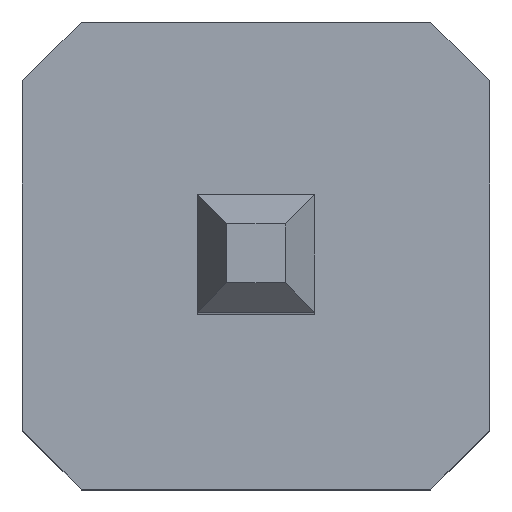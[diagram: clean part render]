
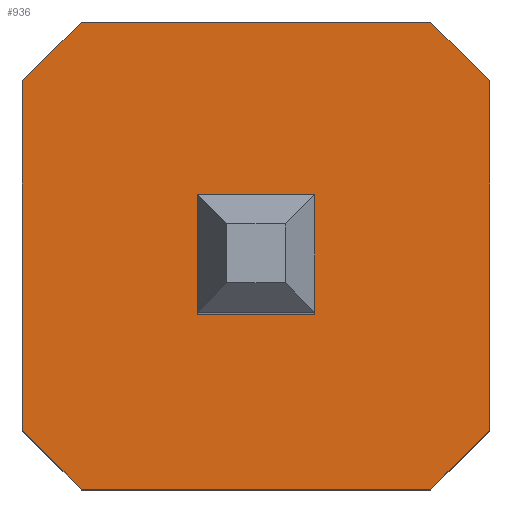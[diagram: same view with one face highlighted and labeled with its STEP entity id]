
A CAD part, top view. The second image highlights one B-rep face of the part: STEP entity #936.
In plain terms, the highlighted planar face has unit normal (0, 0, 1).
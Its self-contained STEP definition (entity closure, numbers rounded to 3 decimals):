
#5 = CARTESIAN_POINT ( 'NONE',  ( 0.95, 1.27, 1.5 ) ) ;
#19 = EDGE_CURVE ( 'NONE', #405, #851, #856, .T. ) ;
#21 = VECTOR ( 'NONE', #214, 1000. ) ;
#22 = ORIENTED_EDGE ( 'NONE', *, *, #313, .T. ) ;
#26 = EDGE_CURVE ( 'NONE', #727, #129, #672, .T. ) ;
#28 = LINE ( 'NONE', #93, #458 ) ;
#36 = ORIENTED_EDGE ( 'NONE', *, *, #19, .F. ) ;
#57 = LINE ( 'NONE', #345, #90 ) ;
#73 = DIRECTION ( 'NONE',  ( -0.707, -0.707, 0. ) ) ;
#77 = FACE_BOUND ( 'NONE', #222, .T. ) ;
#90 = VECTOR ( 'NONE', #139, 1000. ) ;
#93 = CARTESIAN_POINT ( 'NONE',  ( 0.32, 0.32, 1.5 ) ) ;
#105 = ORIENTED_EDGE ( 'NONE', *, *, #26, .T. ) ;
#112 = CARTESIAN_POINT ( 'NONE',  ( -0.95, 1.27, 1.5 ) ) ;
#120 = ORIENTED_EDGE ( 'NONE', *, *, #733, .F. ) ;
#121 = VECTOR ( 'NONE', #912, 1000. ) ;
#129 = VERTEX_POINT ( 'NONE', #434 ) ;
#137 = LINE ( 'NONE', #416, #294 ) ;
#139 = DIRECTION ( 'NONE',  ( 0., -1., 0. ) ) ;
#166 = LINE ( 'NONE', #467, #693 ) ;
#172 = CARTESIAN_POINT ( 'NONE',  ( 1.27, 0.95, 1.5 ) ) ;
#174 = ORIENTED_EDGE ( 'NONE', *, *, #754, .T. ) ;
#176 = CARTESIAN_POINT ( 'NONE',  ( 0.32, 0.32, 1.5 ) ) ;
#183 = VECTOR ( 'NONE', #700, 1000. ) ;
#184 = DIRECTION ( 'NONE',  ( 0., -1., 0. ) ) ;
#191 = EDGE_CURVE ( 'NONE', #851, #514, #57, .T. ) ;
#195 = EDGE_CURVE ( 'NONE', #355, #634, #796, .T. ) ;
#204 = ORIENTED_EDGE ( 'NONE', *, *, #298, .T. ) ;
#214 = DIRECTION ( 'NONE',  ( -0.707, 0.707, 0. ) ) ;
#218 = ORIENTED_EDGE ( 'NONE', *, *, #450, .F. ) ;
#222 = EDGE_LOOP ( 'NONE', ( #328, #36, #120, #218 ) ) ;
#240 = CARTESIAN_POINT ( 'NONE',  ( -1.27, 0.95, 1.5 ) ) ;
#242 = CARTESIAN_POINT ( 'NONE',  ( 0.32, -0.32, 1.5 ) ) ;
#252 = LINE ( 'NONE', #321, #641 ) ;
#288 = CARTESIAN_POINT ( 'NONE',  ( -0.95, -1.27, 1.5 ) ) ;
#294 = VECTOR ( 'NONE', #565, 1000. ) ;
#298 = EDGE_CURVE ( 'NONE', #483, #727, #440, .T. ) ;
#306 = VECTOR ( 'NONE', #378, 1000. ) ;
#313 = EDGE_CURVE ( 'NONE', #129, #931, #676, .T. ) ;
#321 = CARTESIAN_POINT ( 'NONE',  ( 1.27, -0.95, 1.5 ) ) ;
#322 = VECTOR ( 'NONE', #73, 1000. ) ;
#328 = ORIENTED_EDGE ( 'NONE', *, *, #191, .F. ) ;
#345 = CARTESIAN_POINT ( 'NONE',  ( -0.32, 0.32, 1.5 ) ) ;
#355 = VERTEX_POINT ( 'NONE', #172 ) ;
#378 = DIRECTION ( 'NONE',  ( -1., 0., 0. ) ) ;
#380 = CARTESIAN_POINT ( 'NONE',  ( 0.95, -1.27, 1.5 ) ) ;
#391 = VERTEX_POINT ( 'NONE', #242 ) ;
#395 = EDGE_CURVE ( 'NONE', #590, #764, #252, .T. ) ;
#401 = DIRECTION ( 'NONE',  ( 0., 1., 0. ) ) ;
#405 = VERTEX_POINT ( 'NONE', #176 ) ;
#416 = CARTESIAN_POINT ( 'NONE',  ( -0.32, -0.32, 1.5 ) ) ;
#422 = ORIENTED_EDGE ( 'NONE', *, *, #395, .T. ) ;
#434 = CARTESIAN_POINT ( 'NONE',  ( -1.27, -0.95, 1.5 ) ) ;
#440 = LINE ( 'NONE', #452, #322 ) ;
#447 = DIRECTION ( 'NONE',  ( -1., 0., 0. ) ) ;
#450 = EDGE_CURVE ( 'NONE', #514, #391, #137, .T. ) ;
#452 = CARTESIAN_POINT ( 'NONE',  ( -1.27, 0.95, 1.5 ) ) ;
#458 = VECTOR ( 'NONE', #401, 1000. ) ;
#467 = CARTESIAN_POINT ( 'NONE',  ( 1.27, 0.95, 1.5 ) ) ;
#475 = ORIENTED_EDGE ( 'NONE', *, *, #593, .T. ) ;
#483 = VERTEX_POINT ( 'NONE', #956 ) ;
#514 = VERTEX_POINT ( 'NONE', #948 ) ;
#517 = DIRECTION ( 'NONE',  ( 1., 0., 0. ) ) ;
#522 = ORIENTED_EDGE ( 'NONE', *, *, #697, .T. ) ;
#530 = VECTOR ( 'NONE', #184, 1000. ) ;
#565 = DIRECTION ( 'NONE',  ( 1., 0., 0. ) ) ;
#566 = AXIS2_PLACEMENT_3D ( 'NONE', #899, #905, #447 ) ;
#579 = PLANE ( 'NONE',  #566 ) ;
#590 = VERTEX_POINT ( 'NONE', #380 ) ;
#591 = LINE ( 'NONE', #666, #748 ) ;
#593 = EDGE_CURVE ( 'NONE', #931, #590, #591, .T. ) ;
#599 = EDGE_LOOP ( 'NONE', ( #105, #22, #475, #422, #522, #736, #174, #204 ) ) ;
#600 = DIRECTION ( 'NONE',  ( 0., 1., 0. ) ) ;
#602 = CARTESIAN_POINT ( 'NONE',  ( -0.95, -1.27, 1.5 ) ) ;
#634 = VERTEX_POINT ( 'NONE', #5 ) ;
#641 = VECTOR ( 'NONE', #850, 1000. ) ;
#642 = CARTESIAN_POINT ( 'NONE',  ( 1.27, -0.95, 1.5 ) ) ;
#661 = FACE_OUTER_BOUND ( 'NONE', #599, .T. ) ;
#666 = CARTESIAN_POINT ( 'NONE',  ( 0.95, -1.27, 1.5 ) ) ;
#672 = LINE ( 'NONE', #926, #530 ) ;
#676 = LINE ( 'NONE', #602, #121 ) ;
#693 = VECTOR ( 'NONE', #600, 1000. ) ;
#697 = EDGE_CURVE ( 'NONE', #764, #355, #166, .T. ) ;
#700 = DIRECTION ( 'NONE',  ( -1., 0., 0. ) ) ;
#727 = VERTEX_POINT ( 'NONE', #240 ) ;
#729 = CARTESIAN_POINT ( 'NONE',  ( -0.32, 0.32, 1.5 ) ) ;
#733 = EDGE_CURVE ( 'NONE', #391, #405, #28, .T. ) ;
#736 = ORIENTED_EDGE ( 'NONE', *, *, #195, .T. ) ;
#748 = VECTOR ( 'NONE', #517, 1000. ) ;
#754 = EDGE_CURVE ( 'NONE', #634, #483, #781, .T. ) ;
#764 = VERTEX_POINT ( 'NONE', #642 ) ;
#781 = LINE ( 'NONE', #112, #183 ) ;
#796 = LINE ( 'NONE', #875, #21 ) ;
#850 = DIRECTION ( 'NONE',  ( 0.707, 0.707, 0. ) ) ;
#851 = VERTEX_POINT ( 'NONE', #729 ) ;
#856 = LINE ( 'NONE', #908, #306 ) ;
#875 = CARTESIAN_POINT ( 'NONE',  ( 0.95, 1.27, 1.5 ) ) ;
#899 = CARTESIAN_POINT ( 'NONE',  ( 0., 0., 1.5 ) ) ;
#905 = DIRECTION ( 'NONE',  ( 0., 0., -1. ) ) ;
#908 = CARTESIAN_POINT ( 'NONE',  ( -0.32, 0.32, 1.5 ) ) ;
#912 = DIRECTION ( 'NONE',  ( 0.707, -0.707, 0. ) ) ;
#926 = CARTESIAN_POINT ( 'NONE',  ( -1.27, -0.95, 1.5 ) ) ;
#931 = VERTEX_POINT ( 'NONE', #288 ) ;
#936 = ADVANCED_FACE ( 'NONE', ( #77, #661 ), #579, .F. ) ;
#948 = CARTESIAN_POINT ( 'NONE',  ( -0.32, -0.32, 1.5 ) ) ;
#956 = CARTESIAN_POINT ( 'NONE',  ( -0.95, 1.27, 1.5 ) ) ;
